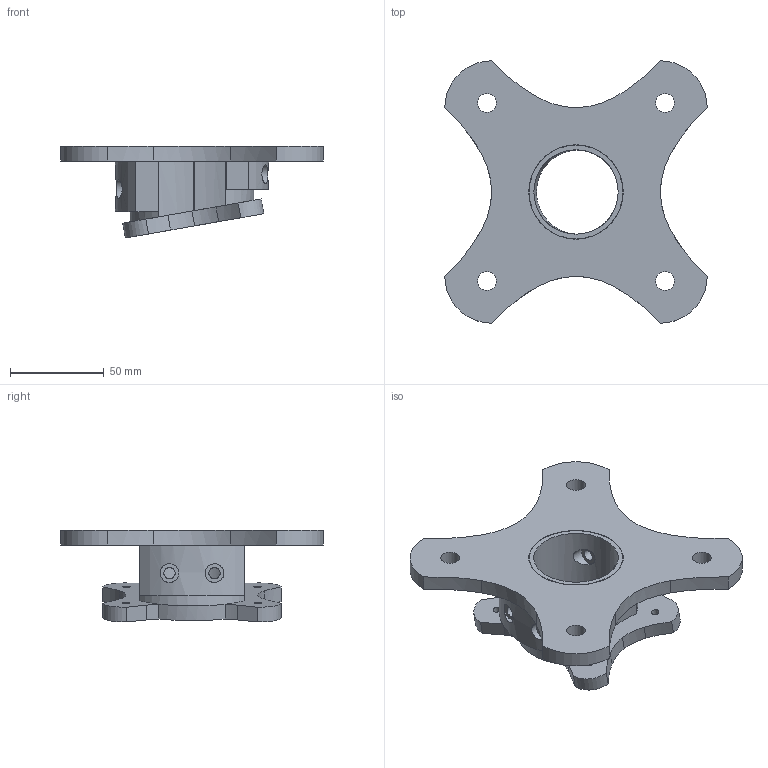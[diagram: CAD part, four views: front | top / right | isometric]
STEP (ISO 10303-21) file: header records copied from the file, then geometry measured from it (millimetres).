
FILE_DESCRIPTION(/* description */ (''),/* implementation_level */ '2;1');
FILE_NAME(/* name */ 'OculusMount.step',/* time_stamp */ '2024-09-11T16:58:28-04:00',/* author */ (''),/* organization */ (''),/* preprocessor_version */ 'ST-DEVELOPER v20',/* originating_system */ 'Autodesk Translation Framework v13.14.0.145',/* authorisation */ '');
FILE_SCHEMA (('AUTOMOTIVE_DESIGN { 1 0 10303 214 3 1 1 }'));
Length unit declared in the file: millimetre
Products named in the file (1): plate
Bounding box: 140 x 140 x 49.06 mm (x, y, z)
Volume: 178470.5 mm3; surface area: 60453.5 mm2
Topology: 2 solids, 2 shells, 104 faces, 262 edges, 175 vertices
Faces by surface type: cylinder 47, bspline 33, plane 24
Full cylindrical faces by diameter (mm): 3 x2, 4 x4, 6 x8, 10 x8, 45 x1, 50 x1, 50.4 x1
Entity records: 4393 total; most frequent: CARTESIAN_POINT 2042, ORIENTED_EDGE 524, DIRECTION 400, EDGE_CURVE 262, VERTEX_POINT 175, AXIS2_PLACEMENT_3D 156, EDGE_LOOP 153, FACE_OUTER_BOUND 104
